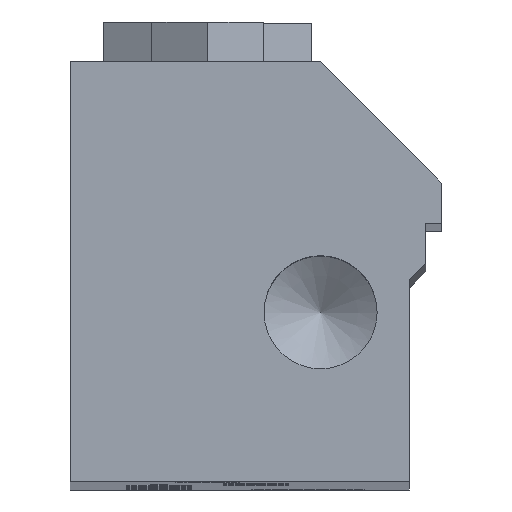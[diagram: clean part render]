
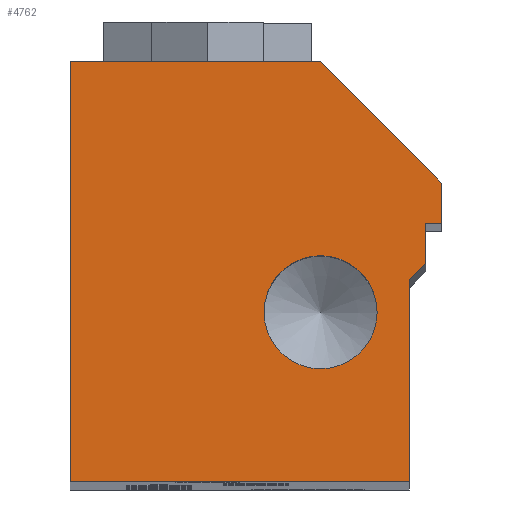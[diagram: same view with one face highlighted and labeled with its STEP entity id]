
A CAD part, top view. The second image highlights one B-rep face of the part: STEP entity #4762.
In plain terms, the highlighted planar face has unit normal (0, 0, 1).
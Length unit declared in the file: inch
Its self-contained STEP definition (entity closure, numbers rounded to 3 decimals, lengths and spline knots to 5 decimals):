
#4199=CARTESIAN_POINT('',(0.72962,0.73151,9.0));
#4200=VERTEX_POINT('',#4199);
#4201=CARTESIAN_POINT('',(0.51087,0.73151,9.0));
#4202=DIRECTION('',(0.0,0.0,-1.0));
#4203=DIRECTION('',(1.0,0.0,0.0));
#4204=AXIS2_PLACEMENT_3D('',#4201,#4202,#4203);
#4205=CIRCLE('',#4204,0.21875);
#4206=EDGE_CURVE('',#4200,#4200,#4205,.T.);
#4339=CARTESIAN_POINT('',(-0.45788,0.07526,9.0));
#4340=VERTEX_POINT('',#4339);
#4341=CARTESIAN_POINT('',(-0.45788,1.70026,9.0));
#4342=VERTEX_POINT('',#4341);
#4343=CARTESIAN_POINT('',(-0.45788,0.07526,9.0));
#4344=DIRECTION('',(0.0,1.0,0.0));
#4345=VECTOR('',#4344,1.625);
#4346=LINE('',#4343,#4345);
#4347=EDGE_CURVE('',#4340,#4342,#4346,.T.);
#4370=CARTESIAN_POINT('',(0.51137,1.70026,9.0));
#4371=VERTEX_POINT('',#4370);
#4372=CARTESIAN_POINT('',(-0.45788,1.70026,9.0));
#4373=DIRECTION('',(1.0,0.0,0.0));
#4374=VECTOR('',#4373,0.96925);
#4375=LINE('',#4372,#4374);
#4376=EDGE_CURVE('',#4342,#4371,#4375,.T.);
#4530=CARTESIAN_POINT('',(0.98012,1.23151,9.0));
#4531=VERTEX_POINT('',#4530);
#4532=CARTESIAN_POINT('',(0.51137,1.70026,9.0));
#4533=DIRECTION('',(0.707,-0.707,0.0));
#4534=VECTOR('',#4533,0.66291);
#4535=LINE('',#4532,#4534);
#4536=EDGE_CURVE('',#4371,#4531,#4535,.T.);
#4554=CARTESIAN_POINT('',(0.98012,1.07526,9.0));
#4555=VERTEX_POINT('',#4554);
#4556=CARTESIAN_POINT('',(0.98012,1.23151,9.0));
#4557=DIRECTION('',(0.0,-1.0,0.0));
#4558=VECTOR('',#4557,0.15625);
#4559=LINE('',#4556,#4558);
#4560=EDGE_CURVE('',#4531,#4555,#4559,.T.);
#4578=CARTESIAN_POINT('',(0.91712,1.07526,9.0));
#4579=VERTEX_POINT('',#4578);
#4580=CARTESIAN_POINT('',(0.98012,1.07526,9.0));
#4581=DIRECTION('',(-1.0,0.0,0.0));
#4582=VECTOR('',#4581,0.063);
#4583=LINE('',#4580,#4582);
#4584=EDGE_CURVE('',#4555,#4579,#4583,.T.);
#4602=CARTESIAN_POINT('',(0.91712,0.91901,9.0));
#4603=VERTEX_POINT('',#4602);
#4604=CARTESIAN_POINT('',(0.91712,1.07526,9.0));
#4605=DIRECTION('',(0.0,-1.0,0.0));
#4606=VECTOR('',#4605,0.15625);
#4607=LINE('',#4604,#4606);
#4608=EDGE_CURVE('',#4579,#4603,#4607,.T.);
#4626=CARTESIAN_POINT('',(0.85462,0.85651,9.0));
#4627=VERTEX_POINT('',#4626);
#4628=CARTESIAN_POINT('',(0.91712,0.91901,9.0));
#4629=DIRECTION('',(-0.707,-0.707,0.0));
#4630=VECTOR('',#4629,0.08839);
#4631=LINE('',#4628,#4630);
#4632=EDGE_CURVE('',#4603,#4627,#4631,.T.);
#4650=CARTESIAN_POINT('',(0.85462,0.07526,9.0));
#4651=VERTEX_POINT('',#4650);
#4652=CARTESIAN_POINT('',(0.85462,0.85651,9.0));
#4653=DIRECTION('',(0.0,-1.0,0.0));
#4654=VECTOR('',#4653,0.78125);
#4655=LINE('',#4652,#4654);
#4656=EDGE_CURVE('',#4627,#4651,#4655,.T.);
#4674=CARTESIAN_POINT('',(0.85462,0.07526,9.0));
#4675=DIRECTION('',(-1.0,0.0,0.0));
#4676=VECTOR('',#4675,1.3125);
#4677=LINE('',#4674,#4676);
#4678=EDGE_CURVE('',#4651,#4340,#4677,.T.);
#4743=CARTESIAN_POINT('',(0.19584,0.86114,9.0));
#4744=DIRECTION('',(0.0,0.0,1.0));
#4745=DIRECTION('',(1.0,0.0,0.0));
#4746=AXIS2_PLACEMENT_3D('',#4743,#4744,#4745);
#4747=PLANE('',#4746);
#4748=ORIENTED_EDGE('',*,*,#4347,.F.);
#4749=ORIENTED_EDGE('',*,*,#4678,.F.);
#4750=ORIENTED_EDGE('',*,*,#4656,.F.);
#4751=ORIENTED_EDGE('',*,*,#4632,.F.);
#4752=ORIENTED_EDGE('',*,*,#4608,.F.);
#4753=ORIENTED_EDGE('',*,*,#4584,.F.);
#4754=ORIENTED_EDGE('',*,*,#4560,.F.);
#4755=ORIENTED_EDGE('',*,*,#4536,.F.);
#4756=ORIENTED_EDGE('',*,*,#4376,.F.);
#4757=EDGE_LOOP('',(#4748,#4749,#4750,#4751,#4752,#4753,#4754,#4755,#4756));
#4758=FACE_OUTER_BOUND('',#4757,.T.);
#4759=ORIENTED_EDGE('',*,*,#4206,.T.);
#4760=EDGE_LOOP('',(#4759));
#4761=FACE_BOUND('',#4760,.T.);
#4762=ADVANCED_FACE('',(#4758,#4761),#4747,.T.);
